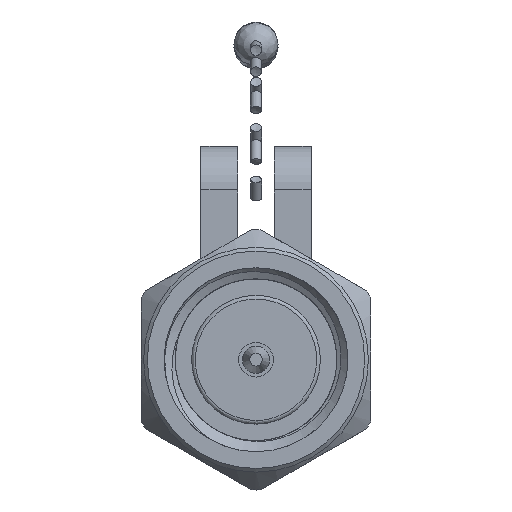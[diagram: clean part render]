
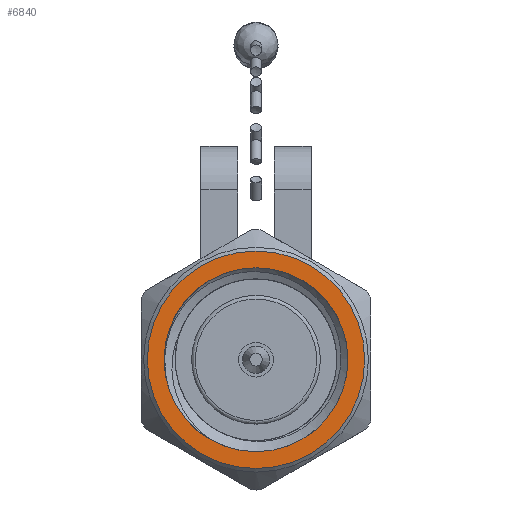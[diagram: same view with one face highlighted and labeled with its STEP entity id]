
A CAD part, left-side view. The second image highlights one B-rep face of the part: STEP entity #6840.
In plain terms, the highlighted planar face has unit normal (-1, 0, 0).
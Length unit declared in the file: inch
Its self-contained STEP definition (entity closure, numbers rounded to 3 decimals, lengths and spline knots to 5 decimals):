
#114 = AXIS2_PLACEMENT_3D ( 'NONE', #812, #4309, #5693 ) ;
#663 = EDGE_LOOP ( 'NONE', ( #8698 ) ) ;
#812 = CARTESIAN_POINT ( 'NONE',  ( 0., 0., 0. ) ) ;
#1638 = DIRECTION ( 'NONE',  ( 1., 0., 0. ) ) ;
#2092 = AXIS2_PLACEMENT_3D ( 'NONE', #2380, #1638, #6490 ) ;
#2380 = CARTESIAN_POINT ( 'NONE',  ( 0., 0., 0. ) ) ;
#2487 = CARTESIAN_POINT ( 'NONE',  ( 0., 0., 0.125 ) ) ;
#2715 = PLANE ( 'NONE',  #7772 ) ;
#2965 = CIRCLE ( 'NONE', #2092, 0.125 ) ;
#4309 = DIRECTION ( 'NONE',  ( 1., 0., 0. ) ) ;
#4770 = EDGE_CURVE ( 'NONE', #5869, #5869, #2965, .T. ) ;
#5232 = VERTEX_POINT ( 'NONE', #8680 ) ;
#5379 = EDGE_LOOP ( 'NONE', ( #6388 ) ) ;
#5659 = CIRCLE ( 'NONE', #114, 0.14779 ) ;
#5665 = EDGE_CURVE ( 'NONE', #5232, #5232, #5659, .T. ) ;
#5693 = DIRECTION ( 'NONE',  ( 0., 0., -1. ) ) ;
#5869 = VERTEX_POINT ( 'NONE', #2487 ) ;
#6101 = FACE_OUTER_BOUND ( 'NONE', #663, .T. ) ;
#6388 = ORIENTED_EDGE ( 'NONE', *, *, #4770, .T. ) ;
#6490 = DIRECTION ( 'NONE',  ( 0., 0., 1. ) ) ;
#6840 = ADVANCED_FACE ( 'NONE', ( #6101, #9008 ), #2715, .F. ) ;
#6920 = DIRECTION ( 'NONE',  ( 1., 0., 0. ) ) ;
#7431 = DIRECTION ( 'NONE',  ( 0., 0., -1. ) ) ;
#7772 = AXIS2_PLACEMENT_3D ( 'NONE', #8311, #6920, #7431 ) ;
#8311 = CARTESIAN_POINT ( 'NONE',  ( 0., 0., 0. ) ) ;
#8680 = CARTESIAN_POINT ( 'NONE',  ( 0., 0., -0.14779 ) ) ;
#8698 = ORIENTED_EDGE ( 'NONE', *, *, #5665, .F. ) ;
#9008 = FACE_BOUND ( 'NONE', #5379, .T. ) ;
